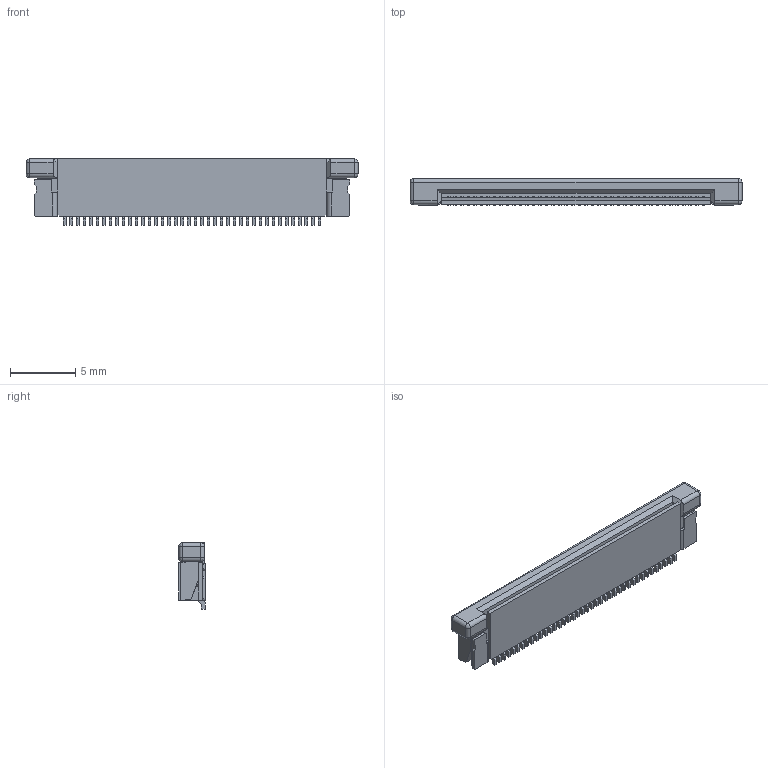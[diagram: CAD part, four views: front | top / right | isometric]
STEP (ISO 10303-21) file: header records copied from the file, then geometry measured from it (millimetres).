
FILE_DESCRIPTION (( 'STEP AP214' ), '1' );
FILE_NAME ('c-4-1734592-0-c-3d.STEP', '2014-05-12T12:03:38', ( 'Master' ), ( '' ), 'SwSTEP 2.0', 'SolidWorks 2013', '' );
FILE_SCHEMA (( 'AUTOMOTIVE_DESIGN' ));
Length unit declared in the file: millimetre
Products named in the file (1): c-4-1734592-0-c-3d
Bounding box: 25.43 x 2.05 x 5.11 mm (x, y, z)
Volume: 183.1 mm3; surface area: 560.7 mm2
Topology: 1 solids, 1 shells, 658 faces, 1826 edges, 1200 vertices
Faces by surface type: plane 566, cylinder 84, bspline 8
Entity records: 24315 total; most frequent: CARTESIAN_POINT 3823, ORIENTED_EDGE 3652, DIRECTION 3290, EDGE_CURVE 1826, LINE 1652, VECTOR 1652, VERTEX_POINT 1200, AXIS2_PLACEMENT_3D 819
